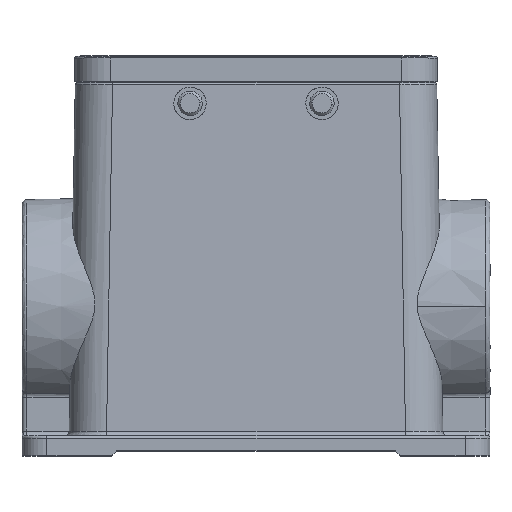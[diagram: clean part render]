
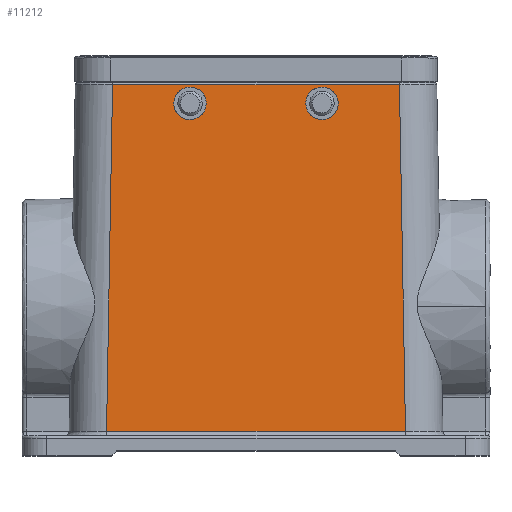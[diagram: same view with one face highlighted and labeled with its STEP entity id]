
A CAD part, top view. The second image highlights one B-rep face of the part: STEP entity #11212.
In plain terms, the highlighted planar face has unit normal (0, 0.018, 1).
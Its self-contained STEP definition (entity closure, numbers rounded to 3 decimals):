
#1083 = ORIENTED_EDGE ( 'NONE', *, *, #11586, .T. ) ;
#1260 = ORIENTED_EDGE ( 'NONE', *, *, #11280, .T. ) ;
#1269 = CARTESIAN_POINT ( 'NONE',  ( -10.017, -5.864, 21.567 ) ) ;
#1270 = CARTESIAN_POINT ( 'NONE',  ( -9.346, -12.329, 21.68 ) ) ;
#1271 = CARTESIAN_POINT ( 'NONE',  ( -15.811, -13.001, 21.692 ) ) ;
#1272 = CARTESIAN_POINT ( 'NONE',  ( -16.483, -6.536, 21.579 ) ) ;
#1307 = ORIENTED_EDGE ( 'NONE', *, *, #11446, .T. ) ;
#1385 = LINE ( 'NONE', #1386, #5384 ) ;
#1386 = CARTESIAN_POINT ( 'NONE',  ( 30.023, -72.017, 22.722 ) ) ;
#1387 = DIRECTION ( 'NONE',  ( -0.017, 1., -0.017 ) ) ;
#1630 = CARTESIAN_POINT ( 'NONE',  ( -16.483, -6.536, 21.579 ) ) ;
#1631 = CARTESIAN_POINT ( 'NONE',  ( 16.483, -6.536, 21.579 ) ) ;
#1648 = CARTESIAN_POINT ( 'NONE',  ( -10.017, -5.864, 21.567 ) ) ;
#1691 = CARTESIAN_POINT ( 'NONE',  ( 10.017, -5.864, 21.567 ) ) ;
#2013 = ORIENTED_EDGE ( 'NONE', *, *, #11476, .T. ) ;
#2042 = ORIENTED_EDGE ( 'NONE', *, *, #11512, .T. ) ;
#2060 = ORIENTED_EDGE ( 'NONE', *, *, #11102, .T. ) ;
#2070 = ORIENTED_EDGE ( 'NONE', *, *, #11121, .T. ) ;
#2084 = ORIENTED_EDGE ( 'NONE', *, *, #11078, .T. ) ;
#2487 = VECTOR ( 'NONE', #4123, 1000. ) ;
#4120 = LINE ( 'NONE', #4121, #2487 ) ;
#4121 = CARTESIAN_POINT ( 'NONE',  ( -38.892, -2.491, 21.509 ) ) ;
#4123 = DIRECTION ( 'NONE',  ( -1., 0., 0. ) ) ;
#4524 = CARTESIAN_POINT ( 'NONE',  ( 16.483, -6.536, 21.579 ) ) ;
#4525 = CARTESIAN_POINT ( 'NONE',  ( 15.811, -13.001, 21.692 ) ) ;
#4526 = CARTESIAN_POINT ( 'NONE',  ( 9.346, -12.329, 21.68 ) ) ;
#4527 = CARTESIAN_POINT ( 'NONE',  ( 10.017, -5.864, 21.567 ) ) ;
#5118 = CARTESIAN_POINT ( 'NONE',  ( -16.483, -6.536, 21.579 ) ) ;
#5119 = CARTESIAN_POINT ( 'NONE',  ( -17.154, -0.071, 21.466 ) ) ;
#5120 = CARTESIAN_POINT ( 'NONE',  ( -10.689, 0.601, 21.455 ) ) ;
#5121 = CARTESIAN_POINT ( 'NONE',  ( -10.017, -5.864, 21.567 ) ) ;
#5274 = LINE ( 'NONE', #5275, #8526 ) ;
#5275 = CARTESIAN_POINT ( 'NONE',  ( -38.892, -72.017, 22.722 ) ) ;
#5276 = DIRECTION ( 'NONE',  ( 1., 0., 0. ) ) ;
#5384 = VECTOR ( 'NONE', #1387, 1000. ) ;
#5510 = FACE_OUTER_BOUND ( 'NONE', #10378, .T. ) ;
#5512 = FACE_BOUND ( 'NONE', #6743, .T. ) ;
#5513 = AXIS2_PLACEMENT_3D ( 'NONE', #5826, #5827, #5828 ) ;
#5517 = FACE_BOUND ( 'NONE', #10352, .T. ) ;
#5825 = PLANE ( 'NONE',  #5513 ) ;
#5826 = CARTESIAN_POINT ( 'NONE',  ( -38.892, -2., 21.5 ) ) ;
#5827 = DIRECTION ( 'NONE',  ( 0., 0.017, 1. ) ) ;
#5828 = DIRECTION ( 'NONE',  ( 0., -1., 0.017 ) ) ;
#6743 = EDGE_LOOP ( 'NONE', ( #2070, #1260 ) ) ;
#7260 = LINE ( 'NONE', #7261, #8558 ) ;
#7261 = CARTESIAN_POINT ( 'NONE',  ( -28.809, -2.491, 21.509 ) ) ;
#7262 = DIRECTION ( 'NONE',  ( -0.017, -1., 0.017 ) ) ;
#7848 =( BOUNDED_CURVE ( )  B_SPLINE_CURVE ( 3, ( #1269, #1270, #1271, #1272 ),
 .UNSPECIFIED., .F., .T. ) 
 B_SPLINE_CURVE_WITH_KNOTS ( ( 4, 4 ),
 ( 1.467, 4.609 ),
 .UNSPECIFIED. ) 
 CURVE ( )  GEOMETRIC_REPRESENTATION_ITEM ( )  RATIONAL_B_SPLINE_CURVE ( ( 1., 0.333, 0.333, 1. ) ) 
 REPRESENTATION_ITEM ( '' )  );
#7904 =( BOUNDED_CURVE ( )  B_SPLINE_CURVE ( 3, ( #8123, #8124, #8125, #8126 ),
 .UNSPECIFIED., .F., .T. ) 
 B_SPLINE_CURVE_WITH_KNOTS ( ( 4, 4 ),
 ( 4.816, 7.958 ),
 .UNSPECIFIED. ) 
 CURVE ( )  GEOMETRIC_REPRESENTATION_ITEM ( )  RATIONAL_B_SPLINE_CURVE ( ( 1., 0.333, 0.333, 1. ) ) 
 REPRESENTATION_ITEM ( '' )  );
#7910 =( BOUNDED_CURVE ( )  B_SPLINE_CURVE ( 3, ( #5118, #5119, #5120, #5121 ),
 .UNSPECIFIED., .F., .T. ) 
 B_SPLINE_CURVE_WITH_KNOTS ( ( 4, 4 ),
 ( 4.609, 7.75 ),
 .UNSPECIFIED. ) 
 CURVE ( )  GEOMETRIC_REPRESENTATION_ITEM ( )  RATIONAL_B_SPLINE_CURVE ( ( 1., 0.333, 0.333, 1. ) ) 
 REPRESENTATION_ITEM ( '' )  );
#7915 =( BOUNDED_CURVE ( )  B_SPLINE_CURVE ( 3, ( #4524, #4525, #4526, #4527 ),
 .UNSPECIFIED., .F., .T. ) 
 B_SPLINE_CURVE_WITH_KNOTS ( ( 4, 4 ),
 ( 1.674, 4.816 ),
 .UNSPECIFIED. ) 
 CURVE ( )  GEOMETRIC_REPRESENTATION_ITEM ( )  RATIONAL_B_SPLINE_CURVE ( ( 1., 0.333, 0.333, 1. ) ) 
 REPRESENTATION_ITEM ( '' )  );
#7976 = VERTEX_POINT ( 'NONE', #1630 ) ;
#7979 = VERTEX_POINT ( 'NONE', #1631 ) ;
#8006 = VERTEX_POINT ( 'NONE', #1648 ) ;
#8069 = VERTEX_POINT ( 'NONE', #1691 ) ;
#8123 = CARTESIAN_POINT ( 'NONE',  ( 10.017, -5.864, 21.567 ) ) ;
#8124 = CARTESIAN_POINT ( 'NONE',  ( 10.689, 0.601, 21.455 ) ) ;
#8125 = CARTESIAN_POINT ( 'NONE',  ( 17.154, -0.071, 21.466 ) ) ;
#8126 = CARTESIAN_POINT ( 'NONE',  ( 16.483, -6.536, 21.579 ) ) ;
#8526 = VECTOR ( 'NONE', #5276, 1000. ) ;
#8558 = VECTOR ( 'NONE', #7262, 1000. ) ;
#9167 = CARTESIAN_POINT ( 'NONE',  ( -28.809, -2.491, 21.509 ) ) ;
#9236 = CARTESIAN_POINT ( 'NONE',  ( -30.023, -72.017, 22.722 ) ) ;
#9293 = CARTESIAN_POINT ( 'NONE',  ( 30.023, -72.017, 22.722 ) ) ;
#9319 = CARTESIAN_POINT ( 'NONE',  ( 28.81, -2.491, 21.509 ) ) ;
#10352 = EDGE_LOOP ( 'NONE', ( #1307, #2084 ) ) ;
#10378 = EDGE_LOOP ( 'NONE', ( #2060, #1083, #2042, #2013 ) ) ;
#10803 = VERTEX_POINT ( 'NONE', #9236 ) ;
#10865 = VERTEX_POINT ( 'NONE', #9293 ) ;
#10895 = VERTEX_POINT ( 'NONE', #9319 ) ;
#11078 = EDGE_CURVE ( 'NONE', #8006, #7976, #7848, .T. ) ;
#11102 = EDGE_CURVE ( 'NONE', #10865, #10895, #1385, .T. ) ;
#11121 = EDGE_CURVE ( 'NONE', #8069, #7979, #7904, .T. ) ;
#11212 = ADVANCED_FACE ( 'NONE', ( #5512, #5510, #5517 ), #5825, .T. ) ;
#11280 = EDGE_CURVE ( 'NONE', #7979, #8069, #7915, .T. ) ;
#11446 = EDGE_CURVE ( 'NONE', #7976, #8006, #7910, .T. ) ;
#11476 = EDGE_CURVE ( 'NONE', #10803, #10865, #5274, .T. ) ;
#11512 = EDGE_CURVE ( 'NONE', #11785, #10803, #7260, .T. ) ;
#11586 = EDGE_CURVE ( 'NONE', #10895, #11785, #4120, .T. ) ;
#11785 = VERTEX_POINT ( 'NONE', #9167 ) ;
